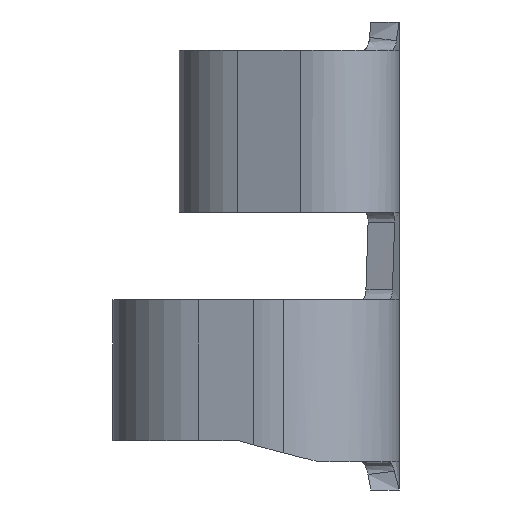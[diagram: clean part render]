
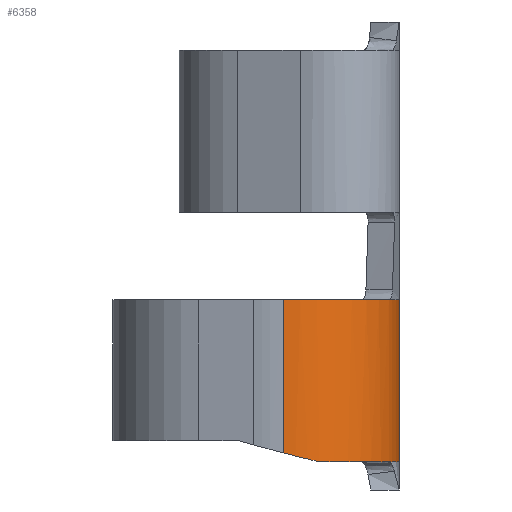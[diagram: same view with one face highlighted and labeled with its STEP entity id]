
A CAD part, left-side view. The second image highlights one B-rep face of the part: STEP entity #6358.
In plain terms, the highlighted cylindrical face has radius 2.083 mm (diameter 4.166 mm), a partial arc.
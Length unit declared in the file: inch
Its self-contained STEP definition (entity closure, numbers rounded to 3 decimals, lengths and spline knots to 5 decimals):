
#28 = CARTESIAN_POINT ( 'NONE',  ( -0.251, 0., -0.031 ) ) ;
#213 = ORIENTED_EDGE ( 'NONE', *, *, #1391, .F. ) ;
#335 = ORIENTED_EDGE ( 'NONE', *, *, #2181, .F. ) ;
#367 = CARTESIAN_POINT ( 'NONE',  ( -0.25101, 0., -0.146 ) ) ;
#372 = CARTESIAN_POINT ( 'NONE',  ( -0.31704, 0.03095, -0.146 ) ) ;
#507 = CARTESIAN_POINT ( 'NONE',  ( -0.2852, 0.00743, -0.146 ) ) ;
#740 = B_SPLINE_CURVE_WITH_KNOTS ( 'NONE', 3,
 ( #5518, #870, #2905, #5013, #372, #2408, #4491 ),
 .UNSPECIFIED., .F., .F.,
 ( 4, 2, 1, 4 ),
 ( 0.34386, 0.50789, 0.67193, 1. ),
 .UNSPECIFIED. ) ;
#870 = CARTESIAN_POINT ( 'NONE',  ( -0.29027, 0.00975, -0.146 ) ) ;
#977 = CARTESIAN_POINT ( 'NONE',  ( -0.32846, 0.05092, -0.031 ) ) ;
#1011 = CARTESIAN_POINT ( 'NONE',  ( -0.27902, 0.00489, -0.146 ) ) ;
#1035 = DIRECTION ( 'NONE',  ( 0., 0., -1. ) ) ;
#1045 = CARTESIAN_POINT ( 'NONE',  ( -0.26052, 0., -0.031 ) ) ;
#1122 = CARTESIAN_POINT ( 'NONE',  ( -0.333, 0.07334, -0.14194 ) ) ;
#1162 = B_SPLINE_CURVE_WITH_KNOTS ( 'NONE', 3,
 ( #5690, #1045, #3081, #5187 ),
 .UNSPECIFIED., .F., .F.,
 ( 4, 4 ),
 ( 0., 0.19014 ),
 .UNSPECIFIED. ) ;
#1306 = LINE ( 'NONE', #3350, #5402 ) ;
#1391 = EDGE_CURVE ( 'NONE', #5423, #6225, #1608, .T. ) ;
#1478 = CARTESIAN_POINT ( 'NONE',  ( -0.28547, 0.00733, -0.031 ) ) ;
#1490 = EDGE_LOOP ( 'NONE', ( #2303, #4014, #213, #335, #3463, #3227, #5824, #4587, #6572 ) ) ;
#1608 =( BOUNDED_CURVE ( )  B_SPLINE_CURVE ( 3, ( #3669, #5761, #1122, #3155 ),
 .UNSPECIFIED., .F., .F. ) 
 B_SPLINE_CURVE_WITH_KNOTS ( ( 4, 4 ),
 ( 0.99363, 1.309 ),
 .UNSPECIFIED. ) 
 CURVE ( )  GEOMETRIC_REPRESENTATION_ITEM ( )  RATIONAL_B_SPLINE_CURVE ( ( 1., 0.992, 0.992, 1. ) ) 
 REPRESENTATION_ITEM ( '' )  );
#1763 = DIRECTION ( 'NONE',  ( 0., 0., -1. ) ) ;
#1896 = CARTESIAN_POINT ( 'NONE',  ( -0.27455, 0.00331, -0.146 ) ) ;
#1931 = CARTESIAN_POINT ( 'NONE',  ( -0.28547, 0.00733, -0.031 ) ) ;
#2117 = EDGE_CURVE ( 'NONE', #4429, #3102, #1306, .T. ) ;
#2181 = EDGE_CURVE ( 'NONE', #2351, #5423, #740, .T. ) ;
#2205 = B_SPLINE_CURVE_WITH_KNOTS ( 'NONE', 3,
 ( #1011, #3046, #5154, #507 ),
 .UNSPECIFIED., .F., .F.,
 ( 4, 4 ),
 ( 0., 1. ),
 .UNSPECIFIED. ) ;
#2235 = CARTESIAN_POINT ( 'NONE',  ( -0.2852, 0.00743, -0.146 ) ) ;
#2264 = FACE_OUTER_BOUND ( 'NONE', #1490, .T. ) ;
#2303 = ORIENTED_EDGE ( 'NONE', *, *, #3276, .T. ) ;
#2351 = VERTEX_POINT ( 'NONE', #2235 ) ;
#2399 = CARTESIAN_POINT ( 'NONE',  ( -0.25573, 0., -0.146 ) ) ;
#2408 = CARTESIAN_POINT ( 'NONE',  ( -0.32533, 0.04548, -0.146 ) ) ;
#2436 = CARTESIAN_POINT ( 'NONE',  ( -0.27907, 0.00473, -0.031 ) ) ;
#2895 = CARTESIAN_POINT ( 'NONE',  ( -0.251, 0., -0.146 ) ) ;
#2905 = CARTESIAN_POINT ( 'NONE',  ( -0.29518, 0.01268, -0.146 ) ) ;
#2937 = CARTESIAN_POINT ( 'NONE',  ( -0.333, 0.082, -0.1397 ) ) ;
#3015 = CARTESIAN_POINT ( 'NONE',  ( -0.333, 0.06645, -0.031 ) ) ;
#3046 = CARTESIAN_POINT ( 'NONE',  ( -0.28109, 0.00569, -0.14597 ) ) ;
#3049 = B_SPLINE_CURVE_WITH_KNOTS ( 'NONE', 3,
 ( #2436, #4518, #6601, #1931 ),
 .UNSPECIFIED., .F., .F.,
 ( 4, 4 ),
 ( 0., 1. ),
 .UNSPECIFIED. ) ;
#3081 = CARTESIAN_POINT ( 'NONE',  ( -0.27005, 0.00168, -0.031 ) ) ;
#3102 = VERTEX_POINT ( 'NONE', #4466 ) ;
#3155 = CARTESIAN_POINT ( 'NONE',  ( -0.333, 0.082, -0.1397 ) ) ;
#3227 = ORIENTED_EDGE ( 'NONE', *, *, #3594, .F. ) ;
#3276 = EDGE_CURVE ( 'NONE', #6622, #6216, #4713, .T. ) ;
#3305 = CARTESIAN_POINT ( 'NONE',  ( -0.27902, 0.00489, -0.146 ) ) ;
#3350 = CARTESIAN_POINT ( 'NONE',  ( -0.251, 0., -0.031 ) ) ;
#3463 = ORIENTED_EDGE ( 'NONE', *, *, #3720, .F. ) ;
#3466 = VERTEX_POINT ( 'NONE', #3305 ) ;
#3524 = CARTESIAN_POINT ( 'NONE',  ( -0.29949, 0.01407, -0.031 ) ) ;
#3585 = LINE ( 'NONE', #5679, #4655 ) ;
#3594 = EDGE_CURVE ( 'NONE', #3102, #3466, #4611, .T. ) ;
#3633 = EDGE_CURVE ( 'NONE', #4990, #6622, #3049, .T. ) ;
#3669 = CARTESIAN_POINT ( 'NONE',  ( -0.32896, 0.05657, -0.146 ) ) ;
#3720 = EDGE_CURVE ( 'NONE', #3466, #2351, #2205, .T. ) ;
#3821 = DIRECTION ( 'NONE',  ( -1., 0., 0. ) ) ;
#3961 = CARTESIAN_POINT ( 'NONE',  ( -0.27902, 0.00489, -0.146 ) ) ;
#4014 = ORIENTED_EDGE ( 'NONE', *, *, #4134, .T. ) ;
#4134 = EDGE_CURVE ( 'NONE', #6216, #6225, #3585, .T. ) ;
#4248 = CARTESIAN_POINT ( 'NONE',  ( -0.32896, 0.05657, -0.146 ) ) ;
#4346 = CYLINDRICAL_SURFACE ( 'NONE', #6693, 0.082 ) ;
#4429 = VERTEX_POINT ( 'NONE', #28 ) ;
#4466 = CARTESIAN_POINT ( 'NONE',  ( -0.251, 0., -0.146 ) ) ;
#4486 = CARTESIAN_POINT ( 'NONE',  ( -0.26051, 0.00042, -0.146 ) ) ;
#4491 = CARTESIAN_POINT ( 'NONE',  ( -0.32896, 0.05657, -0.146 ) ) ;
#4518 = CARTESIAN_POINT ( 'NONE',  ( -0.28117, 0.00572, -0.031 ) ) ;
#4587 = ORIENTED_EDGE ( 'NONE', *, *, #5319, .T. ) ;
#4611 = B_SPLINE_CURVE_WITH_KNOTS ( 'NONE', 3,
 ( #2895, #5006, #367, #2399, #4486, #6567, #1896, #3961 ),
 .UNSPECIFIED., .F., .F.,
 ( 4, 2, 2, 4 ),
 ( 0., 0.00042, 0.50021, 1. ),
 .UNSPECIFIED. ) ;
#4655 = VECTOR ( 'NONE', #1035, 39.37008 ) ;
#4713 = B_SPLINE_CURVE_WITH_KNOTS ( 'NONE', 3,
 ( #1478, #3524, #5619, #977, #3015, #5127 ),
 .UNSPECIFIED., .F., .F.,
 ( 4, 2, 4 ),
 ( 0.23601, 0.54659, 0.85716 ),
 .UNSPECIFIED. ) ;
#4769 = CARTESIAN_POINT ( 'NONE',  ( -0.28547, 0.00733, -0.031 ) ) ;
#4990 = VERTEX_POINT ( 'NONE', #5736 ) ;
#5006 = CARTESIAN_POINT ( 'NONE',  ( -0.251, 0., -0.146 ) ) ;
#5013 = CARTESIAN_POINT ( 'NONE',  ( -0.30449, 0.01957, -0.146 ) ) ;
#5127 = CARTESIAN_POINT ( 'NONE',  ( -0.33315, 0.08201, -0.031 ) ) ;
#5154 = CARTESIAN_POINT ( 'NONE',  ( -0.28318, 0.00646, -0.14594 ) ) ;
#5187 = CARTESIAN_POINT ( 'NONE',  ( -0.27907, 0.00473, -0.031 ) ) ;
#5319 = EDGE_CURVE ( 'NONE', #4429, #4990, #1162, .T. ) ;
#5402 = VECTOR ( 'NONE', #5453, 39.37008 ) ;
#5423 = VERTEX_POINT ( 'NONE', #4248 ) ;
#5453 = DIRECTION ( 'NONE',  ( 0., 0., -1. ) ) ;
#5518 = CARTESIAN_POINT ( 'NONE',  ( -0.2852, 0.00743, -0.146 ) ) ;
#5553 = CARTESIAN_POINT ( 'NONE',  ( -0.33315, 0.08201, -0.031 ) ) ;
#5619 = CARTESIAN_POINT ( 'NONE',  ( -0.31169, 0.02471, -0.031 ) ) ;
#5679 = CARTESIAN_POINT ( 'NONE',  ( -0.333, 0.082, -0.031 ) ) ;
#5690 = CARTESIAN_POINT ( 'NONE',  ( -0.251, 0., -0.031 ) ) ;
#5736 = CARTESIAN_POINT ( 'NONE',  ( -0.27907, 0.00473, -0.031 ) ) ;
#5761 = CARTESIAN_POINT ( 'NONE',  ( -0.33164, 0.0648, -0.14406 ) ) ;
#5824 = ORIENTED_EDGE ( 'NONE', *, *, #2117, .F. ) ;
#6216 = VERTEX_POINT ( 'NONE', #5553 ) ;
#6225 = VERTEX_POINT ( 'NONE', #2937 ) ;
#6358 = ADVANCED_FACE ( 'NONE', ( #2264 ), #4346, .T. ) ;
#6430 = CARTESIAN_POINT ( 'NONE',  ( -0.251, 0.082, -0.031 ) ) ;
#6567 = CARTESIAN_POINT ( 'NONE',  ( -0.26992, 0.00208, -0.146 ) ) ;
#6572 = ORIENTED_EDGE ( 'NONE', *, *, #3633, .T. ) ;
#6601 = CARTESIAN_POINT ( 'NONE',  ( -0.28331, 0.0066, -0.031 ) ) ;
#6622 = VERTEX_POINT ( 'NONE', #4769 ) ;
#6693 = AXIS2_PLACEMENT_3D ( 'NONE', #6430, #1763, #3821 ) ;
